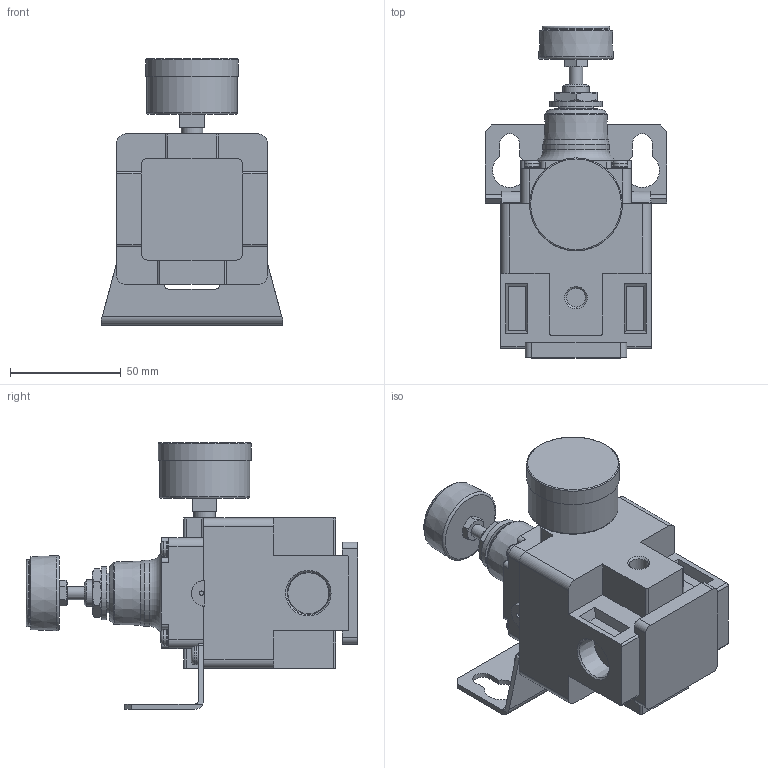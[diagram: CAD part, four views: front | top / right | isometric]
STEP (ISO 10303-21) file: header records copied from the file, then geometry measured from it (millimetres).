
FILE_DESCRIPTION( ( 'STEP AP203' ), '1' );
FILE_NAME( 'MAIR300-15A-2K-C-G.stp', '2020-07-30T12:08:31', ( 'License CC BY-ND 4.0' ), ( 'CADENAS' ), ' ', 'PARTsolutions', ' ' );
FILE_SCHEMA( ( 'CONFIG_CONTROL_DESIGN' ) );
Length unit declared in the file: millimetre
Products named in the file (1): _MAIR300-15A-2K-C-G
Bounding box: 82 x 150 x 120.45 mm (x, y, z)
Volume: 375903.6 mm3; surface area: 56788 mm2
Topology: 1 solids, 1 shells, 392 faces, 989 edges, 639 vertices
Faces by surface type: plane 242, cylinder 91, cone 46, torus 13
Full cylindrical faces by diameter (mm): 1.3 x1, 2 x1, 4 x4, 6 x1, 7 x8, 8.5 x3, 9.728 x1, 12 x1, 24 x1, 30 x1, 30.5 x1, 40.8 x1, 42 x1
Entity records: 11644 total; most frequent: CARTESIAN_POINT 2307, DIRECTION 1910, ORIENTED_EDGE 1850, EDGE_CURVE 925, AXIS2_PLACEMENT_3D 649, VERTEX_POINT 636, LINE 612, VECTOR 612
